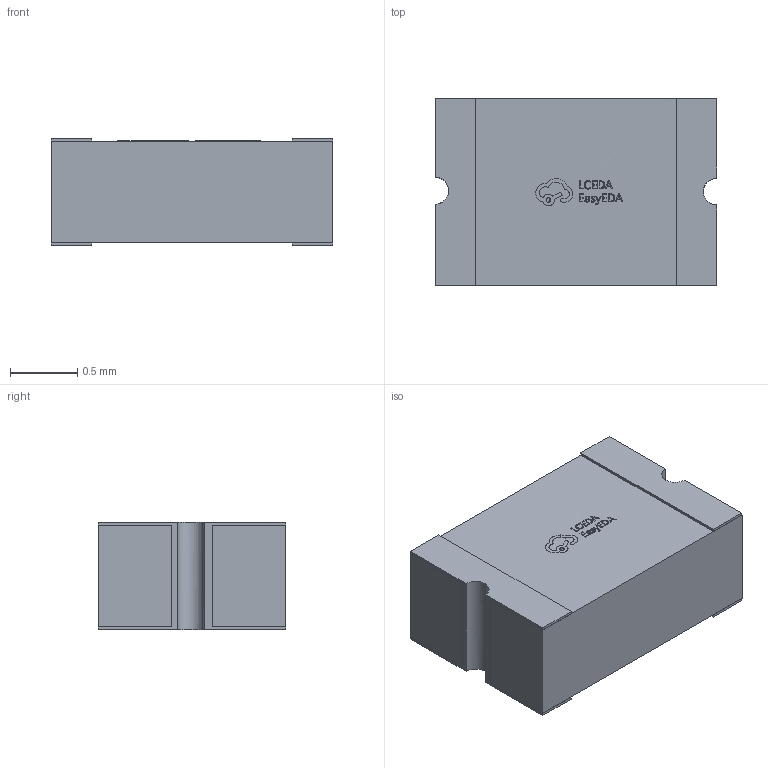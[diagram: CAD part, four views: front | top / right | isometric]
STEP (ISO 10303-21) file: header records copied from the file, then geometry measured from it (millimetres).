
FILE_DESCRIPTION (( 'STEP AP214' ), '1' );
FILE_NAME ('F0805.STEP', '2023-05-26T06:50:18', ( '' ), ( '' ), 'SwSTEP 2.0', 'SolidWorks 2019', '' );
FILE_SCHEMA (( 'AUTOMOTIVE_DESIGN' ));
Length unit declared in the file: millimetre
Products named in the file (4): F1; SOLID; F0805
Assembly tree (3 placements, depth 4):
  F0805
    F1
      F0805
        SOLID
Bounding box: 2.1 x 1.4 x 0.8 mm (x, y, z)
Surface area: 11.6 mm2 (no closed solid volume)
Topology: 0 solids, 1 shells, 312 faces, 827 edges, 542 vertices
Faces by surface type: plane 193, bspline 112, cylinder 7
Entity records: 14322 total; most frequent: CARTESIAN_POINT 3936, ORIENTED_EDGE 1652, DIRECTION 967, EDGE_CURVE 827, VECTOR 545, LINE 545, VERTEX_POINT 542, EDGE_LOOP 338
